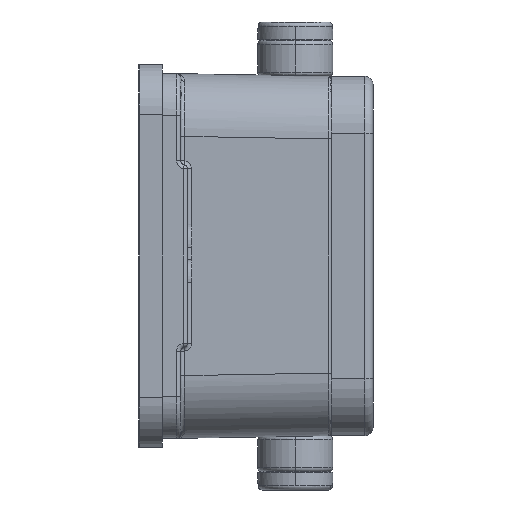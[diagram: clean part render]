
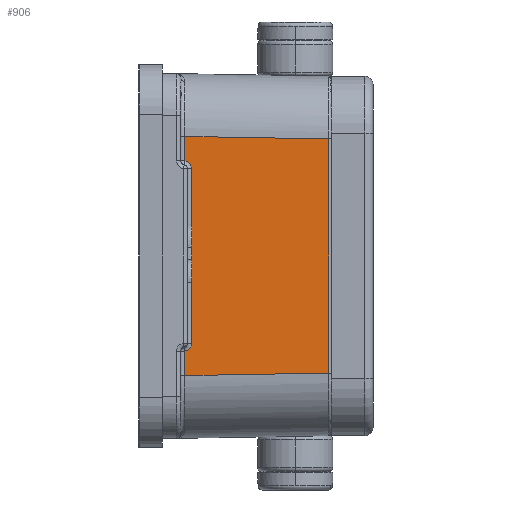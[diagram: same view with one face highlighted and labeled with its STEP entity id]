
A CAD part, left-side view. The second image highlights one B-rep face of the part: STEP entity #906.
In plain terms, the highlighted planar face has unit normal (-1, -0.018, 0).
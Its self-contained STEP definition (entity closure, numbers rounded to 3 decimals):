
#325=B_SPLINE_CURVE_WITH_KNOTS('',3,(#13295,#13296,#13297,#13298),
 .UNSPECIFIED.,.F.,.F.,(4,4),(0.,1.),.UNSPECIFIED.);
#336=B_SPLINE_CURVE_WITH_KNOTS('',3,(#13419,#13420,#13421,#13422),
 .UNSPECIFIED.,.F.,.F.,(4,4),(0.,1.),.UNSPECIFIED.);
#669=PLANE('',#9022);
#906=ADVANCED_FACE('',(#1574),#669,.F.);
#1574=FACE_OUTER_BOUND('',#2042,.T.);
#2042=EDGE_LOOP('',(#4068,#4069,#4070,#4071,#4072,#4073,#4074,#4075));
#2578=LINE('',#13424,#3178);
#2579=LINE('',#13426,#3179);
#2580=LINE('',#13428,#3180);
#2581=LINE('',#13430,#3181);
#2582=LINE('',#13432,#3182);
#2583=LINE('',#13434,#3183);
#3178=VECTOR('',#10051,1.);
#3179=VECTOR('',#10054,1.);
#3180=VECTOR('',#10055,1.);
#3181=VECTOR('',#10056,1.);
#3182=VECTOR('',#10057,1.);
#3183=VECTOR('',#10058,1.);
#4068=ORIENTED_EDGE('',*,*,#7462,.T.);
#4069=ORIENTED_EDGE('',*,*,#7464,.T.);
#4070=ORIENTED_EDGE('',*,*,#7465,.F.);
#4071=ORIENTED_EDGE('',*,*,#7466,.F.);
#4072=ORIENTED_EDGE('',*,*,#7467,.F.);
#4073=ORIENTED_EDGE('',*,*,#7468,.F.);
#4074=ORIENTED_EDGE('',*,*,#7421,.T.);
#4075=ORIENTED_EDGE('',*,*,#7463,.T.);
#6508=VERTEX_POINT('',#13292);
#6509=VERTEX_POINT('',#13294);
#6536=VERTEX_POINT('',#13411);
#6537=VERTEX_POINT('',#13418);
#6538=VERTEX_POINT('',#13427);
#6539=VERTEX_POINT('',#13429);
#6540=VERTEX_POINT('',#13431);
#6541=VERTEX_POINT('',#13433);
#7421=EDGE_CURVE('',#6508,#6509,#325,.T.);
#7462=EDGE_CURVE('',#6536,#6537,#336,.T.);
#7463=EDGE_CURVE('',#6509,#6536,#2578,.T.);
#7464=EDGE_CURVE('',#6537,#6538,#2579,.T.);
#7465=EDGE_CURVE('',#6539,#6538,#2580,.T.);
#7466=EDGE_CURVE('',#6540,#6539,#2581,.T.);
#7467=EDGE_CURVE('',#6541,#6540,#2582,.T.);
#7468=EDGE_CURVE('',#6508,#6541,#2583,.T.);
#9022=AXIS2_PLACEMENT_3D('',#13435,#10059,#10060);
#10051=DIRECTION('',(0.,0.,-1.));
#10054=DIRECTION('',(0.,0.,-1.));
#10055=DIRECTION('',(-0.017,1.,-0.017));
#10056=DIRECTION('',(0.,0.,-1.));
#10057=DIRECTION('',(0.017,-1.,-0.017));
#10058=DIRECTION('',(0.,0.,1.));
#10059=DIRECTION('',(1.,0.017,0.));
#10060=DIRECTION('',(0.,0.,-1.));
#13292=CARTESIAN_POINT('',(12.194,19.509,-12.857));
#13294=CARTESIAN_POINT('',(12.208,18.709,-13.837));
#13295=CARTESIAN_POINT('',(12.194,19.509,-12.857));
#13296=CARTESIAN_POINT('',(12.202,19.051,-12.953));
#13297=CARTESIAN_POINT('',(12.208,18.711,-13.37));
#13298=CARTESIAN_POINT('',(12.208,18.709,-13.837));
#13411=CARTESIAN_POINT('',(12.208,18.709,-34.663));
#13418=CARTESIAN_POINT('',(12.194,19.509,-35.643));
#13419=CARTESIAN_POINT('',(12.208,18.709,-34.663));
#13420=CARTESIAN_POINT('',(12.208,18.711,-35.128));
#13421=CARTESIAN_POINT('',(12.202,19.05,-35.547));
#13422=CARTESIAN_POINT('',(12.194,19.509,-35.643));
#13424=CARTESIAN_POINT('',(12.208,18.709,-13.837));
#13426=CARTESIAN_POINT('',(12.194,19.509,-35.643));
#13427=CARTESIAN_POINT('',(12.194,19.509,-38.557));
#13428=CARTESIAN_POINT('',(12.495,2.295,-38.256));
#13429=CARTESIAN_POINT('',(12.495,2.295,-38.256));
#13430=CARTESIAN_POINT('',(12.495,2.295,-10.244));
#13431=CARTESIAN_POINT('',(12.495,2.295,-10.244));
#13432=CARTESIAN_POINT('',(12.194,19.509,-9.943));
#13433=CARTESIAN_POINT('',(12.194,19.509,-9.943));
#13434=CARTESIAN_POINT('',(12.194,19.509,-12.857));
#13435=CARTESIAN_POINT('',(12.345,10.902,-24.25));
